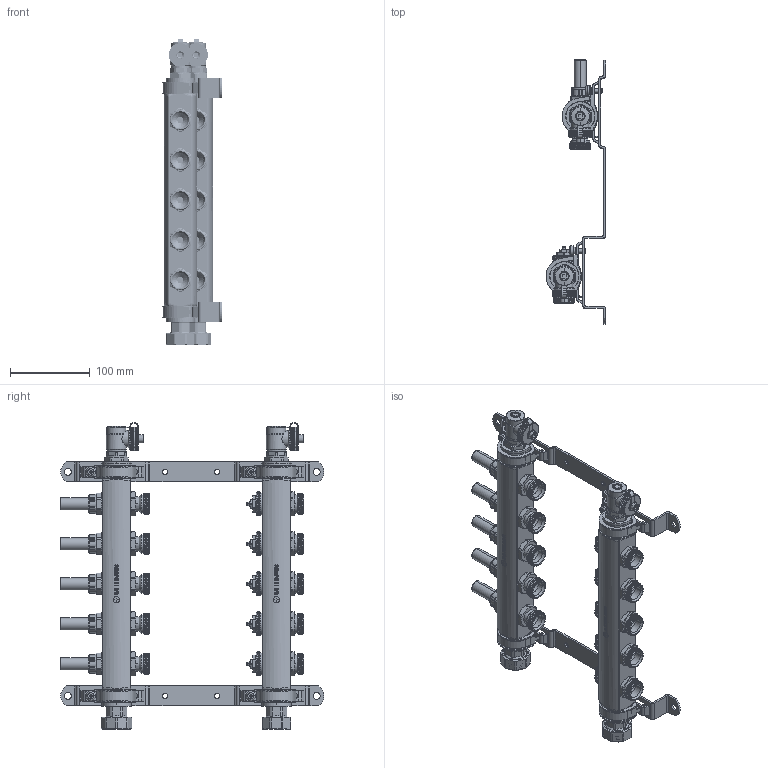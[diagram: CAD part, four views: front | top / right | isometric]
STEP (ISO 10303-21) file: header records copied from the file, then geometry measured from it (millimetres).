
FILE_DESCRIPTION((''),'2;1');
FILE_NAME('9320-05-800_VEREINFAC_SW0001','2016-10-25T',('marann'),(''),'PRO/ENGINEER BY PARAMETRIC TECHNOLOGY CORPORATION, 2011490','PRO/ENGINEER BY PARAMETRIC TECHNOLOGY CORPORATION, 2011490','');
FILE_SCHEMA(('CONFIG_CONTROL_DESIGN'));
Products named in the file (1): 9320-05-800_VEREINFAC_SW0001
Bounding box: 74.75 x 329.7 x 382.8 mm (x, y, z)
Volume: 487335.2 mm3; surface area: 341316.5 mm2
Topology: 7 solids, 8 shells, 3853 faces, 10319 edges, 6648 vertices
Faces by surface type: plane 1622, cylinder 1430, cone 388, bspline 274, torus 139
Entity records: 178394 total; most frequent: CARTESIAN_POINT 83700, ORIENTED_EDGE 20638, DIRECTION 18911, EDGE_CURVE 10319, AXIS2_PLACEMENT_3D 7010, VERTEX_POINT 6648, VECTOR 4891, LINE 4891
